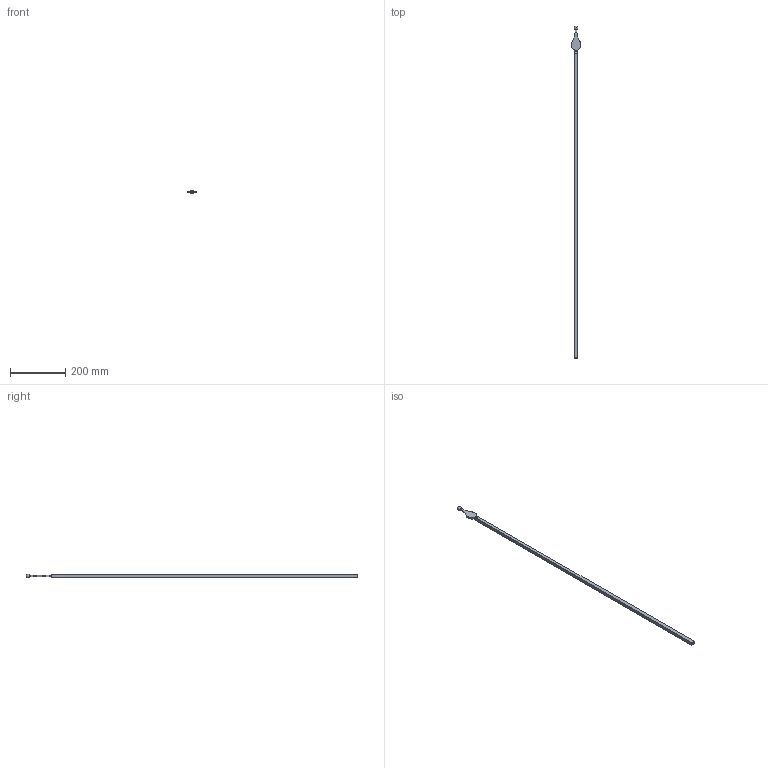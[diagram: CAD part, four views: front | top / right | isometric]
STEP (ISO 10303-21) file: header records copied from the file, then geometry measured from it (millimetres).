
FILE_DESCRIPTION (( 'STEP AP203' ), '1' );
FILE_NAME ('18518.STEP', '2022-04-21T14:48:12', ( '' ), ( '' ), 'SwSTEP 2.0', 'SolidWorks 2018', '' );
FILE_SCHEMA (( 'CONFIG_CONTROL_DESIGN' ));
Length unit declared in the file: millimetre
Products named in the file (1): 18518
Bounding box: 34.98 x 1199.95 x 14 mm (x, y, z)
Volume: 168593.2 mm3; surface area: 57894.2 mm2
Topology: 1 solids, 1 shells, 253 faces, 689 edges, 458 vertices
Faces by surface type: plane 124, bspline 120, cylinder 8, sphere 1
Entity records: 13684 total; most frequent: CARTESIAN_POINT 8075, ORIENTED_EDGE 1372, DIRECTION 713, EDGE_CURVE 686, VERTEX_POINT 456, LINE 429, VECTOR 429, EDGE_LOOP 274
